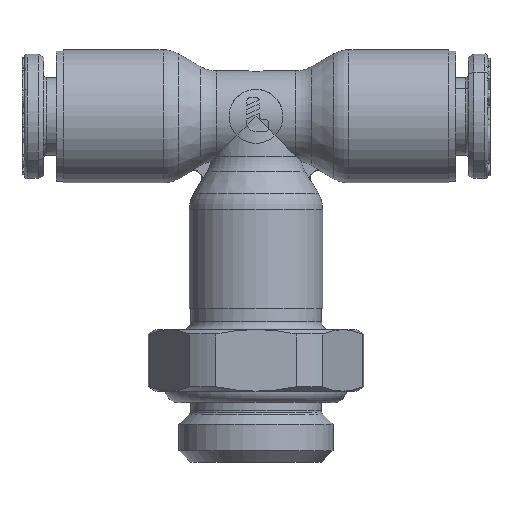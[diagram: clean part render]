
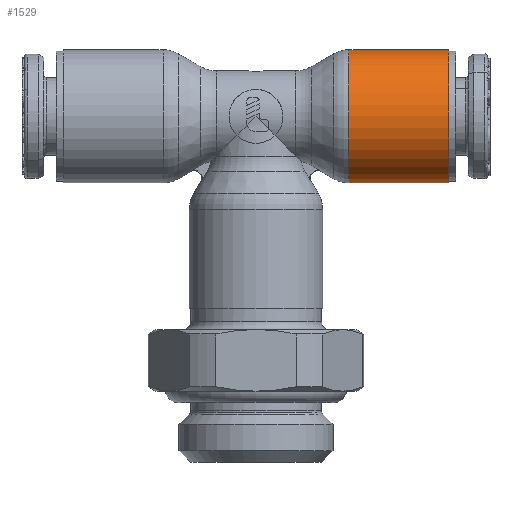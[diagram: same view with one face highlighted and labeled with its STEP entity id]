
A CAD part, top view. The second image highlights one B-rep face of the part: STEP entity #1529.
In plain terms, the highlighted cylindrical face has radius 4.325 mm (diameter 8.65 mm), a partial arc.
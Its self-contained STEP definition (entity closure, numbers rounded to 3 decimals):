
#1529=ADVANCED_FACE('',(#4261),#4262,.T.);
#4261=FACE_OUTER_BOUND('',#10796,.T.);
#4262=CYLINDRICAL_SURFACE('',#10797,4.325);
#10796=EDGE_LOOP('',(#21192,#21193,#21194,#21195));
#10797=AXIS2_PLACEMENT_3D('',#21196,#21197,#21198);
#21192=ORIENTED_EDGE('',*,*,#27058,.T.);
#21193=ORIENTED_EDGE('',*,*,#27059,.F.);
#21194=ORIENTED_EDGE('',*,*,#27060,.F.);
#21195=ORIENTED_EDGE('',*,*,#27061,.T.);
#21196=CARTESIAN_POINT('',(-13.75,0.0,0.0));
#21197=DIRECTION('',(-1.0,-0.0,0.0));
#21198=DIRECTION('',(0.0,-1.0,0.0));
#27058=EDGE_CURVE('',#32876,#32877,#32878,.T.);
#27059=EDGE_CURVE('',#32879,#32877,#32880,.T.);
#27060=EDGE_CURVE('',#32881,#32879,#32882,.T.);
#27061=EDGE_CURVE('',#32881,#32876,#32883,.T.);
#32876=VERTEX_POINT('',#45306);
#32877=VERTEX_POINT('',#45307);
#32878=CIRCLE('',#45308,4.325);
#32879=VERTEX_POINT('',#45309);
#32880=LINE('',#45310,#45311);
#32881=VERTEX_POINT('',#45312);
#32882=CIRCLE('',#45313,4.325);
#32883=LINE('',#45314,#45315);
#45306=CARTESIAN_POINT('',(6.036,4.325,0.0));
#45307=CARTESIAN_POINT('',(6.036,-4.325,0.0));
#45308=AXIS2_PLACEMENT_3D('',#52197,#52198,#52199);
#45309=CARTESIAN_POINT('',(12.5,-4.325,0.0));
#45310=CARTESIAN_POINT('',(12.5,-4.325,0.0));
#45311=VECTOR('',#52200,6.464);
#45312=CARTESIAN_POINT('',(12.5,4.325,0.0));
#45313=AXIS2_PLACEMENT_3D('',#52201,#52202,#52203);
#45314=CARTESIAN_POINT('',(12.5,4.325,0.0));
#45315=VECTOR('',#52204,6.464);
#52197=CARTESIAN_POINT('',(6.036,0.0,0.0));
#52198=DIRECTION('',(1.0,0.0,0.0));
#52199=DIRECTION('',(0.0,1.0,0.0));
#52200=DIRECTION('',(-1.0,0.0,0.0));
#52201=CARTESIAN_POINT('',(12.5,0.0,0.0));
#52202=DIRECTION('',(1.0,0.0,0.0));
#52203=DIRECTION('',(0.0,1.0,0.0));
#52204=DIRECTION('',(-1.0,0.0,0.0));
